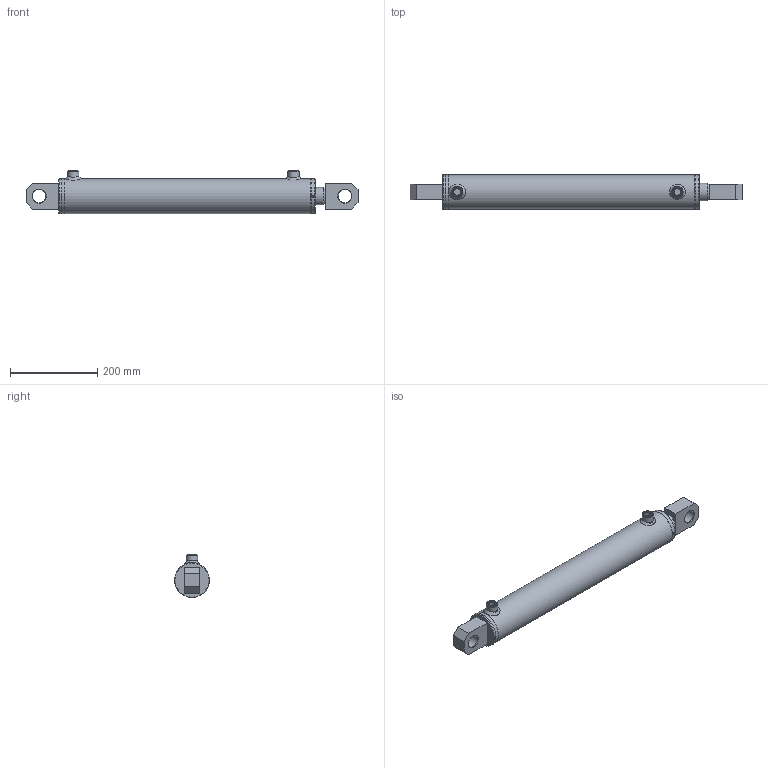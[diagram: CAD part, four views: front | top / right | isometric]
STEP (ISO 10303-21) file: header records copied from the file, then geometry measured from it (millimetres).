
FILE_DESCRIPTION(/* description */ ('Unknown'),/* implementation_level */ '2;1');
FILE_NAME(/* name */ '188433',/* time_stamp */ '2025-10-14T08:12:19+02:00',/* author */ ('Unknown'),/* organization */ ('Unknown'),/* preprocessor_version */ 'ST-DEVELOPER v18.104',/* originating_system */ 'Solid Edge',/* authorisation */ 'Unknown');
FILE_SCHEMA (('AUTOMOTIVE_DESIGN {1 0 10303 214 3 1 1}'));
Length unit declared in the file: millimetre
Products named in the file (3): 188433; Lasche ø030,25 807650H80661; 188124
Assembly tree (3 placements, depth 2):
  188433
    Lasche ø030,25 807650H80661  x2
    188124
Bounding box: 760 x 80 x 99 mm (x, y, z)
Volume: 1946462.3 mm3; surface area: 478070.3 mm2
Topology: 18 solids, 18 shells, 222 faces, 461 edges, 288 vertices
Faces by surface type: plane 74, cylinder 59, cone 40, torus 37, bspline 12
Full cylindrical faces by diameter (mm): 4.25 x3, 5 x2, 6 x2, 7 x2, 14.95 x2, 16 x2, 16.6 x2, 22 x2, 26 x2, 26.4 x1, 27 x5, 30.25 x2, 33.2 x1, 40 x4, 41 x1, 42 x1, 43 x1, 48.6 x1, 50 x2, 64.18 x2, 65 x1, 68.34 x2, 69.9 x1, 70 x1, 70.3 x1, 70.5 x1, 70.6 x1, 71 x1, 72 x3, 72.5 x1
Entity records: 8761 total; most frequent: CARTESIAN_POINT 4315, DIRECTION 790, ORIENTED_EDGE 474, FACE_BOUND 398, EDGE_LOOP 392, AXIS2_PLACEMENT_3D 374, EDGE_CURVE 237, VERTEX_POINT 223
